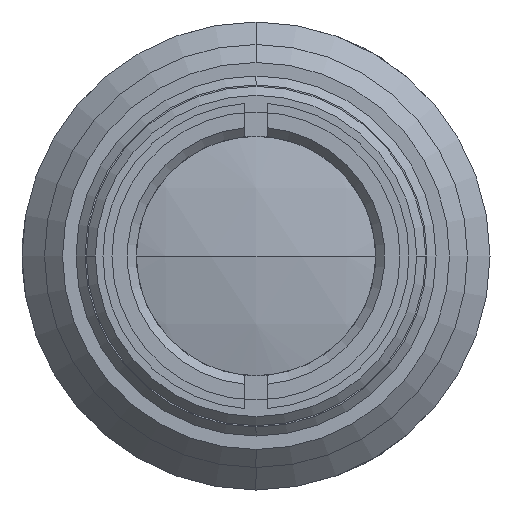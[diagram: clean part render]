
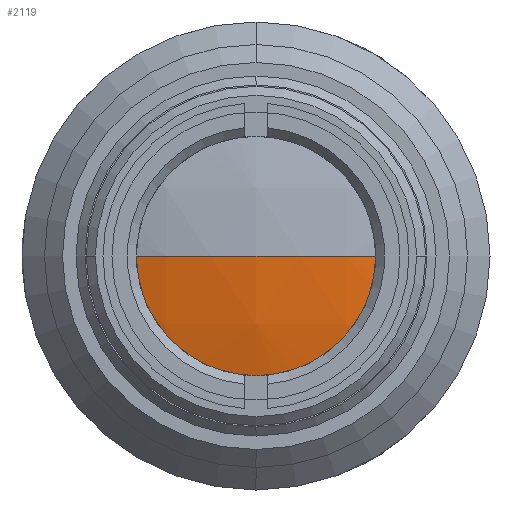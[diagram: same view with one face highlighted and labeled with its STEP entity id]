
A CAD part, left-side view. The second image highlights one B-rep face of the part: STEP entity #2119.
In plain terms, the highlighted spherical face has radius 57.68 mm.
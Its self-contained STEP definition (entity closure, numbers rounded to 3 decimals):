
#128 = EDGE_CURVE ( 'NONE', #1267, #414, #627, .T. ) ;
#148 = VERTEX_POINT ( 'NONE', #1827 ) ;
#149 = DIRECTION ( 'NONE',  ( 0., 0., -1. ) ) ;
#161 = DIRECTION ( 'NONE',  ( -1., 0., 0. ) ) ;
#357 = CARTESIAN_POINT ( 'NONE',  ( -51.955, 0., 0. ) ) ;
#372 = CARTESIAN_POINT ( 'NONE',  ( 3.74, 0., 0. ) ) ;
#414 = VERTEX_POINT ( 'NONE', #1674 ) ;
#576 = CARTESIAN_POINT ( 'NONE',  ( 3.74, 0., 0. ) ) ;
#627 = CIRCLE ( 'NONE', #2355, 57.68 ) ;
#640 = AXIS2_PLACEMENT_3D ( 'NONE', #576, #1496, #779 ) ;
#779 = DIRECTION ( 'NONE',  ( 1., 0., 0. ) ) ;
#1045 = AXIS2_PLACEMENT_3D ( 'NONE', #1235, #1723, #2711 ) ;
#1235 = CARTESIAN_POINT ( 'NONE',  ( 3.74, 0., 0. ) ) ;
#1267 = VERTEX_POINT ( 'NONE', #2944 ) ;
#1496 = DIRECTION ( 'NONE',  ( 0., 0., 1. ) ) ;
#1500 = ORIENTED_EDGE ( 'NONE', *, *, #128, .T. ) ;
#1548 = CIRCLE ( 'NONE', #640, 57.68 ) ;
#1674 = CARTESIAN_POINT ( 'NONE',  ( -53.94, 0., 0. ) ) ;
#1723 = DIRECTION ( 'NONE',  ( 0., 0., -1. ) ) ;
#1737 = FACE_OUTER_BOUND ( 'NONE', #3095, .T. ) ;
#1772 = ORIENTED_EDGE ( 'NONE', *, *, #2598, .F. ) ;
#1780 = EDGE_CURVE ( 'NONE', #148, #1267, #2362, .T. ) ;
#1786 = SPHERICAL_SURFACE ( 'NONE', #1045, 57.68 ) ;
#1827 = CARTESIAN_POINT ( 'NONE',  ( -51.955, 15., 0. ) ) ;
#1851 = DIRECTION ( 'NONE',  ( -1., 0., 0. ) ) ;
#2119 = ADVANCED_FACE ( 'NONE', ( #1737 ), #1786, .T. ) ;
#2133 = DIRECTION ( 'NONE',  ( 0., 0., 1. ) ) ;
#2282 = ORIENTED_EDGE ( 'NONE', *, *, #1780, .T. ) ;
#2355 = AXIS2_PLACEMENT_3D ( 'NONE', #372, #149, #161 ) ;
#2362 = CIRCLE ( 'NONE', #2875, 15. ) ;
#2598 = EDGE_CURVE ( 'NONE', #148, #414, #1548, .T. ) ;
#2711 = DIRECTION ( 'NONE',  ( 0., 1., 0. ) ) ;
#2875 = AXIS2_PLACEMENT_3D ( 'NONE', #357, #1851, #2133 ) ;
#2944 = CARTESIAN_POINT ( 'NONE',  ( -51.955, -15., 0. ) ) ;
#3095 = EDGE_LOOP ( 'NONE', ( #2282, #1500, #1772 ) ) ;
